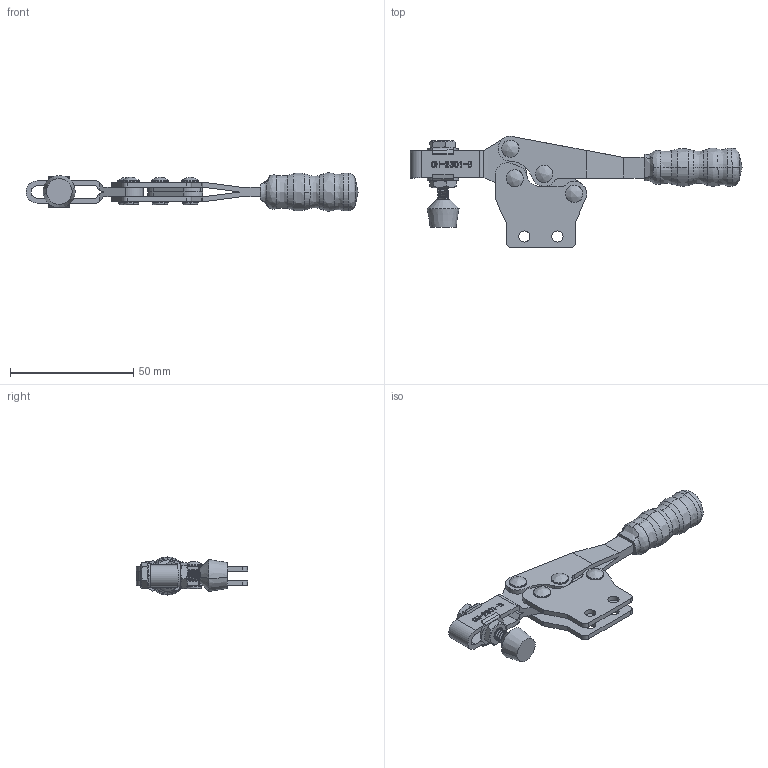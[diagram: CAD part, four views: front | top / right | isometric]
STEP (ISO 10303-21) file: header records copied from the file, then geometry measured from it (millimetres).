
FILE_DESCRIPTION (( 'STEP AP203' ), '1' );
FILE_NAME ('CH-2301-B.STEP', '2012-09-28T08:29:30', ( '微软用户' ), ( '微软中国' ), 'SwSTEP 2.0', 'SolidWorks 2010', '' );
FILE_SCHEMA (( 'CONFIG_CONTROL_DESIGN' ));
Length unit declared in the file: millimetre
Products named in the file (10): CH-2300-03____1; CH-2301-B-02___; CH-2301-B-01___; CH-2301-B; CH-2300-06___; CH-FC-10138____1; FW100____1; 10138-02____1; CH-2300-05____1; CH-2300-04____1
Assembly tree (14 placements, depth 2):
  CH-2301-B
    CH-2301-B-02___
    CH-2300-05____1  x4
    FW100____1  x2
    CH-2301-B-01___
    CH-2300-06___
    CH-FC-10138____1
    CH-2300-03____1
    10138-02____1  x2
    CH-2300-04____1
Bounding box: 134.56 x 45.09 x 15.46 mm (x, y, z)
Volume: 17512.8 mm3; surface area: 17507.6 mm2
Topology: 16 solids, 17 shells, 748 faces, 1973 edges, 1284 vertices
Faces by surface type: plane 269, bspline 255, cylinder 188, cone 36
Entity records: 41416 total; most frequent: CARTESIAN_POINT 25696, ORIENTED_EDGE 3436, DIRECTION 2329, EDGE_CURVE 1718, VERTEX_POINT 1133, LINE 917, VECTOR 917, EDGE_LOOP 709
